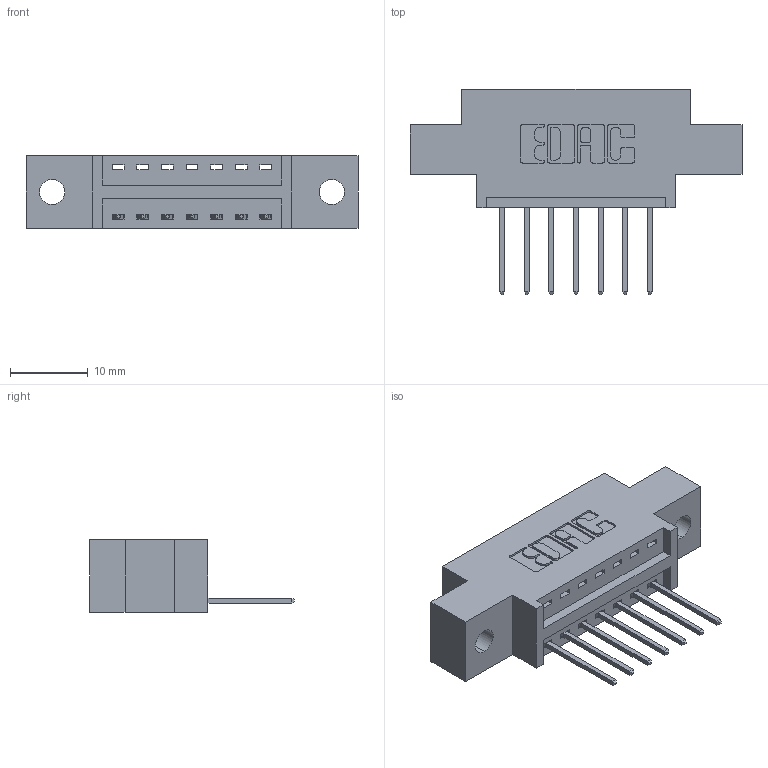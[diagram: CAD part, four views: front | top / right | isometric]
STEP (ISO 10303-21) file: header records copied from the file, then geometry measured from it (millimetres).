
FILE_DESCRIPTION (( 'STEP AP203' ), '1' );
FILE_NAME ('396-007-522-602.STEP', '2022-05-17T04:48:47', ( '' ), ( '' ), 'SwSTEP 2.0', 'SolidWorks 2020', '' );
FILE_SCHEMA (( 'CONFIG_CONTROL_DESIGN' ));
Length unit declared in the file: inch
Products named in the file (3): 346 Part_0.170 Offset - 0.128 Dia; 396-007-522-602; 345-292-001_345-293-122
Assembly tree (8 placements, depth 2):
  396-007-522-602
    346 Part_0.170 Offset - 0.128 Dia
    345-292-001_345-293-122  x7
Bounding box: 42.8 x 26.42 x 9.4 mm (x, y, z)
Volume: 3665.2 mm3; surface area: 4118.3 mm2
Topology: 8 solids, 8 shells, 532 faces, 1573 edges, 1038 vertices
Faces by surface type: plane 360, cylinder 172
Entity records: 9209 total; most frequent: CARTESIAN_POINT 1597, ORIENTED_EDGE 1538, DIRECTION 1451, EDGE_CURVE 769, LINE 609, VECTOR 609, VERTEX_POINT 510, AXIS2_PLACEMENT_3D 421
